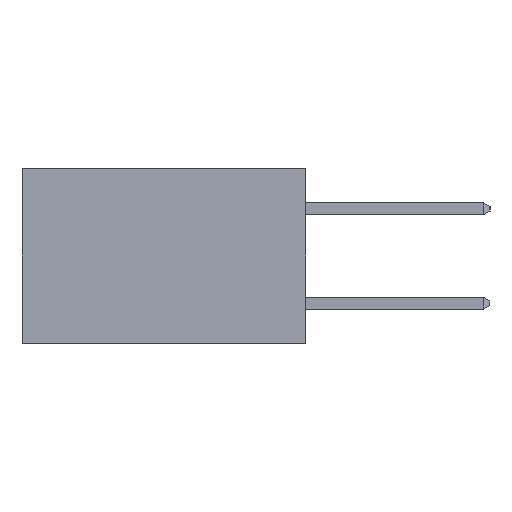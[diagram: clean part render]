
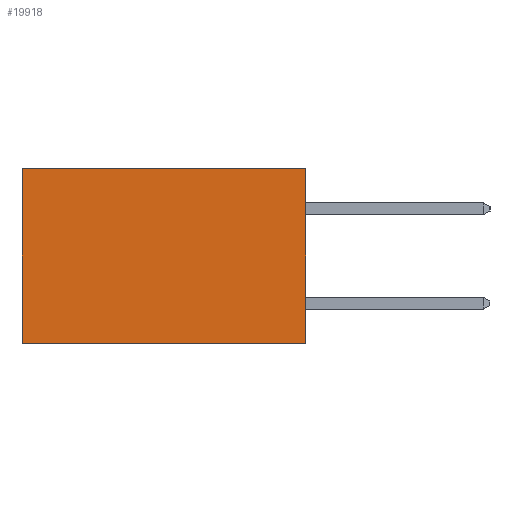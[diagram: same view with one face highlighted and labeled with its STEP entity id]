
A CAD part, left-side view. The second image highlights one B-rep face of the part: STEP entity #19918.
In plain terms, the highlighted planar face has unit normal (-1, 0, 0).
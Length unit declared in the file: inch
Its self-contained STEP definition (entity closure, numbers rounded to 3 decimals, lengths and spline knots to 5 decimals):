
#1352 = DIRECTION ( 'NONE',  ( 0., 1., 0. ) ) ;
#1848 = CARTESIAN_POINT ( 'NONE',  ( 0.298, 0., 0. ) ) ;
#2506 = EDGE_CURVE ( 'NONE', #7358, #2718, #16109, .T. ) ;
#2718 = VERTEX_POINT ( 'NONE', #13285 ) ;
#3416 = VECTOR ( 'NONE', #14404, 39.37008 ) ;
#3539 = DIRECTION ( 'NONE',  ( 0., 0., -1. ) ) ;
#3676 = EDGE_LOOP ( 'NONE', ( #15529, #20316, #7467, #11678 ) ) ;
#4924 = VERTEX_POINT ( 'NONE', #6930 ) ;
#4929 = CARTESIAN_POINT ( 'NONE',  ( 0.298, 0., 0. ) ) ;
#5887 = VECTOR ( 'NONE', #11309, 39.37008 ) ;
#6290 = LINE ( 'NONE', #17186, #14995 ) ;
#6930 = CARTESIAN_POINT ( 'NONE',  ( 0.298, 0., -0.37 ) ) ;
#7358 = VERTEX_POINT ( 'NONE', #18628 ) ;
#7467 = ORIENTED_EDGE ( 'NONE', *, *, #7490, .F. ) ;
#7490 = EDGE_CURVE ( 'NONE', #7358, #4924, #18946, .T. ) ;
#8783 = CARTESIAN_POINT ( 'NONE',  ( 0.298, 0., 0. ) ) ;
#9099 = DIRECTION ( 'NONE',  ( 0., 0., -1. ) ) ;
#10229 = FACE_OUTER_BOUND ( 'NONE', #3676, .T. ) ;
#11309 = DIRECTION ( 'NONE',  ( 0., 0., -1. ) ) ;
#11678 = ORIENTED_EDGE ( 'NONE', *, *, #2506, .T. ) ;
#11884 = PLANE ( 'NONE',  #13272 ) ;
#13272 = AXIS2_PLACEMENT_3D ( 'NONE', #1848, #13514, #3539 ) ;
#13285 = CARTESIAN_POINT ( 'NONE',  ( 0.298, 0.6, 0. ) ) ;
#13514 = DIRECTION ( 'NONE',  ( 1., 0., 0. ) ) ;
#14404 = DIRECTION ( 'NONE',  ( 0., 1., 0. ) ) ;
#14995 = VECTOR ( 'NONE', #9099, 39.37008 ) ;
#15529 = ORIENTED_EDGE ( 'NONE', *, *, #21191, .T. ) ;
#15789 = LINE ( 'NONE', #17804, #19580 ) ;
#16109 = LINE ( 'NONE', #8783, #3416 ) ;
#17186 = CARTESIAN_POINT ( 'NONE',  ( 0.298, 0.6, 0. ) ) ;
#17723 = CARTESIAN_POINT ( 'NONE',  ( 0.298, 0.6, -0.37 ) ) ;
#17758 = EDGE_CURVE ( 'NONE', #4924, #19689, #15789, .T. ) ;
#17804 = CARTESIAN_POINT ( 'NONE',  ( 0.298, 0., -0.37 ) ) ;
#18628 = CARTESIAN_POINT ( 'NONE',  ( 0.298, 0., 0. ) ) ;
#18946 = LINE ( 'NONE', #4929, #5887 ) ;
#19580 = VECTOR ( 'NONE', #1352, 39.37008 ) ;
#19689 = VERTEX_POINT ( 'NONE', #17723 ) ;
#19918 = ADVANCED_FACE ( 'NONE', ( #10229 ), #11884, .F. ) ;
#20316 = ORIENTED_EDGE ( 'NONE', *, *, #17758, .F. ) ;
#21191 = EDGE_CURVE ( 'NONE', #2718, #19689, #6290, .T. ) ;
